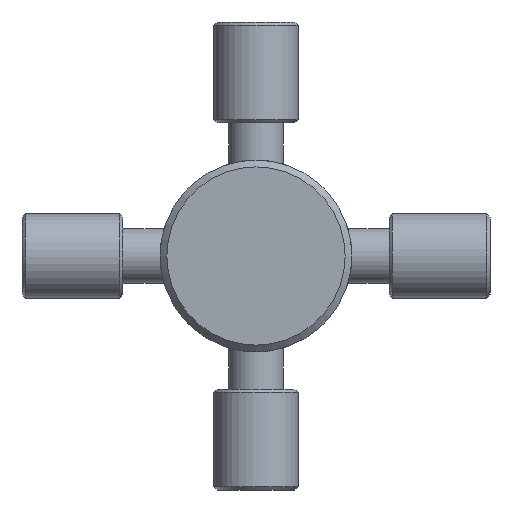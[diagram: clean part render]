
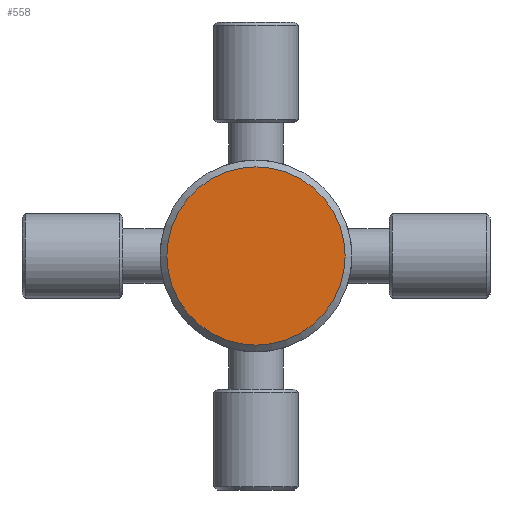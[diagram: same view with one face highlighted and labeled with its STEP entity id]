
A CAD part, left-side view. The second image highlights one B-rep face of the part: STEP entity #558.
In plain terms, the highlighted planar face has unit normal (-1, 0, 0).
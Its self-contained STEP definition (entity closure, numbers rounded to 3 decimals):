
#538=CARTESIAN_POINT('',(0.0,10.323,0.));
#539=VERTEX_POINT('',#538);
#540=CARTESIAN_POINT('',(0.0,0.0,0.0));
#541=DIRECTION('',(1.0,0.0,0.0));
#542=DIRECTION('',(0.0,-1.0,0.0));
#543=AXIS2_PLACEMENT_3D('',#540,#541,#542);
#544=CIRCLE('',#543,10.323);
#545=EDGE_CURVE('',#539,#539,#544,.T.);
#550=CARTESIAN_POINT('',(0.0,5.556,0.0));
#551=DIRECTION('',(-1.0,0.0,0.0));
#552=DIRECTION('',(0.0,0.0,1.0));
#553=AXIS2_PLACEMENT_3D('',#550,#551,#552);
#554=PLANE('',#553);
#555=ORIENTED_EDGE('',*,*,#545,.F.);
#556=EDGE_LOOP('',(#555));
#557=FACE_OUTER_BOUND('',#556,.T.);
#558=ADVANCED_FACE('',(#557),#554,.T.);
